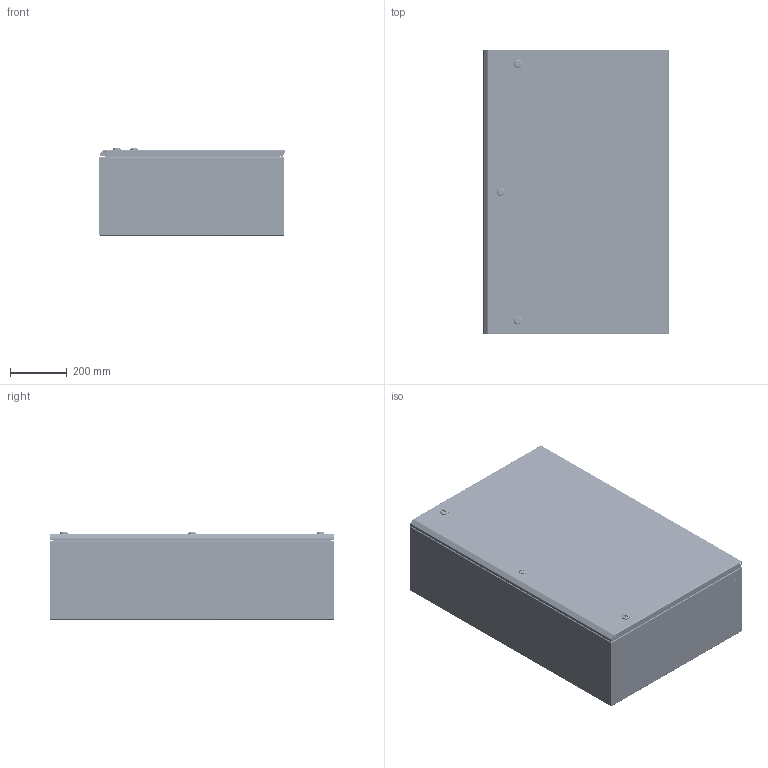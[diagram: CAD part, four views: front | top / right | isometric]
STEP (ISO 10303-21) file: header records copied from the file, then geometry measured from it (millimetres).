
FILE_DESCRIPTION (( 'STEP AP214' ), '1' );
FILE_NAME ('ﾌﾈ-3001 ﾙﾐﾍ KRATOS 100.65.30 IP66 PROXIMA EKF.STEP', '2024-08-09T12:21:33', ( '' ), ( '' ), 'SwSTEP 2.0', 'SolidWorks 2021', '' );
FILE_SCHEMA (( 'AUTOMOTIVE_DESIGN' ));
Length unit declared in the file: millimetre
Products named in the file (28): ÌÈ-3001.03.00.000 Êðîíøòåéí â ñáîðå_Œˆ-2997.03.002.000-01; pan head cross recess screw_din_DIN EN ISO 7045 - M6 x 16 - Z - 16C; ÌÈ-2022.02.00.000 Äâåðü â ñáîðå; ÌÈ-3001.04.00.001 Êðîíøòåéí ñðåäíèé; ÌÈ-3001.01.00.000 Êîðïóñ â ñáîðå; ÌÈ-3001.02.00.000 Íàïðàâëÿþùàÿ â ñáîðå; ÓÊíà äâåðüÌÈ-2022; ﾌﾈ-3001.03.00.001 ﾊ煇鳫; ﾌﾈ-2022.02.00.001 ﾄ粢; ÌÈ-3001.00.00.001 Ôàëüøïàíåëü; ÌÈ-2022.01.00.001 Ñòåíêà âåðõíÿÿ_¡¥§ ä« ­æ  ; Îñü ïåòëè 4õ52_‚¨­â A.M4x0,5x40 ƒŽ‘’ 11644-75; Ïåòëÿ íà äâåðü ï-îáðàçíàÿ; hex flange nut_din_Hexagon Flange Nut DIN 6923 - M6 - N; ÌÈ-3001.03.00.000 Êðîíøòåéí â ñáîðå; ÌÈ-3001.02.00.001 Íàïðàâëÿþùàÿ âåðòèêàëüíàÿ; Íàâåñêà íà êîðïóñ ïîä êëåïêó; ÌÈ-3001.04.00.000 Êðîíøòåéí ñðåäíèé â ñáîðå; Çàêëåïêà ãàå÷íàÿ Ì6; ÌÈ-3001.01.00.001 Ñòåíêà çàäíÿÿ; Øïèëüêà Ì6õ12; Ãàéêà êóçîâíàÿ Ì6; ﾌﾈ-3001 ﾙﾐﾍ KRATOS 100.65.30 IP66 PROXIMA EKF; rivet 02_din_DIN 660-5x8-St-A-2; ÌÈ-2022.01.00.001 Ñòåíêà âåðõíÿÿ; pan head cross recess screw_din_DIN EN ISO 7045 - M6 x 16 - Z - 16N; DIN-ðåéêà óñèëåííàÿ ïåðô. 1,5ìì L=598ìì (ñõåìàòè÷íî)_L=260; Çàìîê áîëüøîé
Assembly tree (110 placements, depth 3):
  ﾌﾈ-3001 ﾙﾐﾍ KRATOS 100.65.30 IP66 PROXIMA EKF
    ÌÈ-3001.01.00.000 Êîðïóñ â ñáîðå
      ÌÈ-3001.01.00.001 Ñòåíêà çàäíÿÿ
      ÌÈ-2022.01.00.001 Ñòåíêà âåðõíÿÿ
      Øïèëüêà Ì6õ12  x12
      ÌÈ-2022.01.00.001 Ñòåíêà âåðõíÿÿ_¡¥§ ä« ­æ  
    ÌÈ-2022.02.00.000 Äâåðü â ñáîðå
      ﾌﾈ-2022.02.00.001 ﾄ粢
      ÓÊíà äâåðüÌÈ-2022
      Øïèëüêà Ì6õ12
      Çàìîê áîëüøîé  x3
      Ïåòëÿ íà äâåðü ï-îáðàçíàÿ  x3
    Íàâåñêà íà êîðïóñ ïîä êëåïêó  x3
    rivet 02_din_DIN 660-5x8-St-A-2  x6
    Îñü ïåòëè 4õ52_‚¨­â A.M4x0,5x40 ƒŽ‘’ 11644-75  x3
    hex flange nut_din_Hexagon Flange Nut DIN 6923 - M6 - N  x13
    ÌÈ-3001.03.00.000 Êðîíøòåéí â ñáîðå_Œˆ-2997.03.002.000-01  x2
      ﾌﾈ-3001.03.00.001 ﾊ煇鳫
      Ãàéêà êóçîâíàÿ Ì6
    ÌÈ-3001.03.00.000 Êðîíøòåéí â ñáîðå  x2
      ﾌﾈ-3001.03.00.001 ﾊ煇鳫
      Ãàéêà êóçîâíàÿ Ì6
    ÌÈ-3001.02.00.000 Íàïðàâëÿþùàÿ â ñáîðå  x2
      ÌÈ-3001.02.00.001 Íàïðàâëÿþùàÿ âåðòèêàëüíàÿ
      Çàêëåïêà ãàå÷íàÿ Ì6
    pan head cross recess screw_din_DIN EN ISO 7045 - M6 x 16 - Z - 16N  x20
    DIN-ðåéêà óñèëåííàÿ ïåðô. 1,5ìì L=598ìì (ñõåìàòè÷íî)_L=260  x6
    pan head cross recess screw_din_DIN EN ISO 7045 - M6 x 16 - Z - 16C  x6
    ÌÈ-3001.00.00.001 Ôàëüøïàíåëü  x2
    ÌÈ-3001.04.00.000 Êðîíøòåéí ñðåäíèé â ñáîðå  x2
      ÌÈ-3001.04.00.001 Êðîíøòåéí ñðåäíèé
      Ãàéêà êóçîâíàÿ Ì6
Bounding box: 650.8 x 1000.8 x 306.34 mm (x, y, z)
Volume: 4884060.8 mm3; surface area: 6875315 mm2
Topology: 117 solids, 132 shells, 5066 faces, 12631 edges, 7869 vertices
Faces by surface type: plane 2785, cylinder 1452, cone 440, torus 216, bspline 121, sphere 52
Entity records: 41038 total; most frequent: CARTESIAN_POINT 8705, DIRECTION 6207, ORIENTED_EDGE 6012, EDGE_CURVE 3006, AXIS2_PLACEMENT_3D 2086, VECTOR 2035, LINE 2035, VERTEX_POINT 1871
